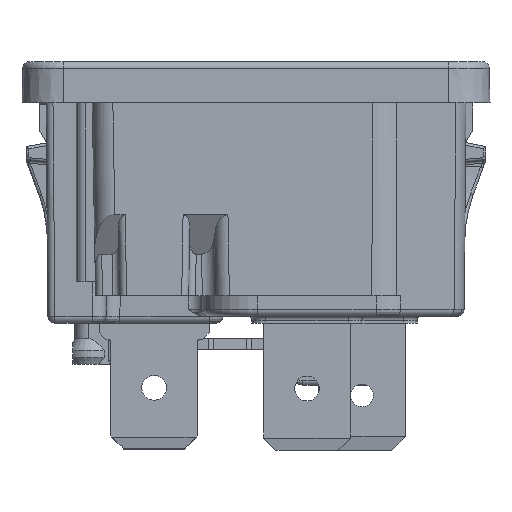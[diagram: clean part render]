
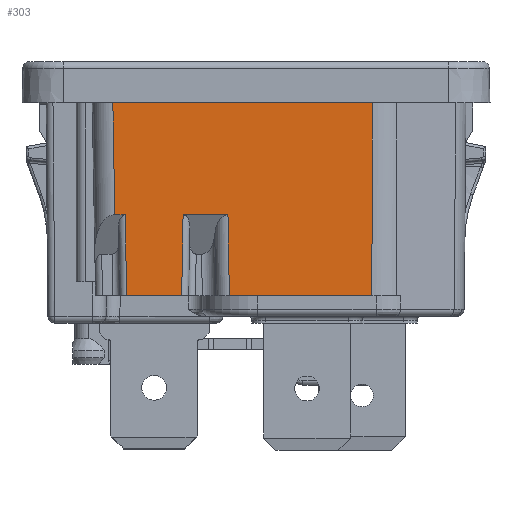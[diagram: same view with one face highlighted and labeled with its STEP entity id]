
A CAD part, left-side view. The second image highlights one B-rep face of the part: STEP entity #303.
In plain terms, the highlighted planar face has unit normal (-1, 0, -0.009).
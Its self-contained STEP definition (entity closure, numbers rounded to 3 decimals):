
#303=ADVANCED_FACE('NONE',(#1429),#1430,.T.);
#1429=FACE_OUTER_BOUND('',#7703,.T.);
#1430=PLANE('',#7704);
#7703=EDGE_LOOP('',(#21357,#21358,#21359,#21360,#21361,#21362,#21363,#21364,#21365,#21366));
#7704=AXIS2_PLACEMENT_3D('',#21367,#21368,#21369);
#21357=ORIENTED_EDGE('',*,*,#26979,.F.);
#21358=ORIENTED_EDGE('',*,*,#26980,.T.);
#21359=ORIENTED_EDGE('',*,*,#26676,.F.);
#21360=ORIENTED_EDGE('',*,*,#26981,.T.);
#21361=ORIENTED_EDGE('',*,*,#26581,.T.);
#21362=ORIENTED_EDGE('',*,*,#26982,.T.);
#21363=ORIENTED_EDGE('',*,*,#26983,.F.);
#21364=ORIENTED_EDGE('',*,*,#26984,.T.);
#21365=ORIENTED_EDGE('',*,*,#26683,.F.);
#21366=ORIENTED_EDGE('',*,*,#26985,.T.);
#21367=CARTESIAN_POINT('',(-13.75,17.6,-3.0));
#21368=DIRECTION('',(-1.,0.,-0.009));
#21369=DIRECTION('',(-0.009,0.0,1.));
#26581=EDGE_CURVE('NONE',#29680,#29678,#29681,.T.);
#26676=EDGE_CURVE('NONE',#29833,#29834,#29835,.T.);
#26683=EDGE_CURVE('NONE',#29846,#29848,#29849,.T.);
#26979=EDGE_CURVE('NONE',#30365,#30366,#30367,.T.);
#26980=EDGE_CURVE('NONE',#30365,#29834,#30368,.T.);
#26981=EDGE_CURVE('NONE',#29833,#29680,#30369,.T.);
#26982=EDGE_CURVE('NONE',#29678,#30370,#30371,.T.);
#26983=EDGE_CURVE('NONE',#30372,#30370,#30373,.T.);
#26984=EDGE_CURVE('NONE',#30372,#29848,#30374,.T.);
#26985=EDGE_CURVE('NONE',#29846,#30366,#30375,.T.);
#29678=VERTEX_POINT('NONE',#34393);
#29680=VERTEX_POINT('NONE',#34405);
#29681=LINE('',#34406,#34407);
#29833=VERTEX_POINT('NONE',#34737);
#29834=VERTEX_POINT('NONE',#34738);
#29835=LINE('',#34739,#34740);
#29846=VERTEX_POINT('NONE',#34783);
#29848=VERTEX_POINT('NONE',#34795);
#29849=LINE('',#34796,#34797);
#30365=VERTEX_POINT('NONE',#36248);
#30366=VERTEX_POINT('NONE',#36249);
#30367=LINE('',#36250,#36251);
#30368=LINE('',#36252,#36253);
#30369=LINE('',#36254,#36255);
#30370=VERTEX_POINT('NONE',#36256);
#30371=LINE('',#36257,#36258);
#30372=VERTEX_POINT('NONE',#36259);
#30373=LINE('',#36260,#36261);
#30374=LINE('',#36262,#36263);
#30375=LINE('',#36264,#36265);
#34393=CARTESIAN_POINT('',(-13.75,16.1,-3.0));
#34405=CARTESIAN_POINT('',(-13.75,-2.765,-3.0));
#34406=CARTESIAN_POINT('',(-13.75,17.6,-3.0));
#34407=VECTOR('',#41686,1000.0);
#34737=CARTESIAN_POINT('',(-13.628,-2.714,-17.0));
#34738=CARTESIAN_POINT('',(-13.628,7.635,-17.0));
#34739=CARTESIAN_POINT('',(-13.628,-8.3,-17.0));
#34740=VECTOR('',#41803,1000.0);
#34783=CARTESIAN_POINT('',(-13.628,11.1,-17.0));
#34795=CARTESIAN_POINT('',(-13.628,15.1,-17.0));
#34796=CARTESIAN_POINT('',(-13.628,-8.3,-17.0));
#34797=VECTOR('',#41806,1000.0);
#36248=CARTESIAN_POINT('',(-13.679,7.737,-11.123));
#36249=CARTESIAN_POINT('',(-13.679,10.997,-11.123));
#36250=CARTESIAN_POINT('',(-13.679,8.6,-11.123));
#36251=VECTOR('',#42125,1000.0);
#36252=CARTESIAN_POINT('',(-13.751,7.882,-2.83));
#36253=VECTOR('',#42126,1000.0);
#36254=CARTESIAN_POINT('',(-13.749,-2.764,-3.074));
#36255=VECTOR('',#42127,1000.0);
#36256=CARTESIAN_POINT('',(-13.679,15.958,-11.123));
#36257=CARTESIAN_POINT('',(-13.75,16.1,-2.974));
#36258=VECTOR('',#42128,1000.0);
#36259=CARTESIAN_POINT('',(-13.679,15.203,-11.123));
#36260=CARTESIAN_POINT('',(-13.679,4.35,-11.123));
#36261=VECTOR('',#42129,1000.0);
#36262=CARTESIAN_POINT('',(-13.628,15.1,-16.991));
#36263=VECTOR('',#42130,1000.0);
#36264=CARTESIAN_POINT('',(-13.679,10.997,-11.114));
#36265=VECTOR('',#42131,1000.0);
#41686=DIRECTION('',(0.,1.0,0.0));
#41803=DIRECTION('',(0.,1.0,0.0));
#41806=DIRECTION('',(0.,1.0,0.0));
#42125=DIRECTION('',(0.,1.0,0.));
#42126=DIRECTION('',(0.009,-0.017,-1.));
#42127=DIRECTION('',(-0.009,-0.004,1.));
#42128=DIRECTION('',(0.009,-0.017,-1.));
#42129=DIRECTION('',(0.,1.0,0.));
#42130=DIRECTION('',(0.009,-0.017,-1.));
#42131=DIRECTION('',(-0.009,-0.017,1.));
